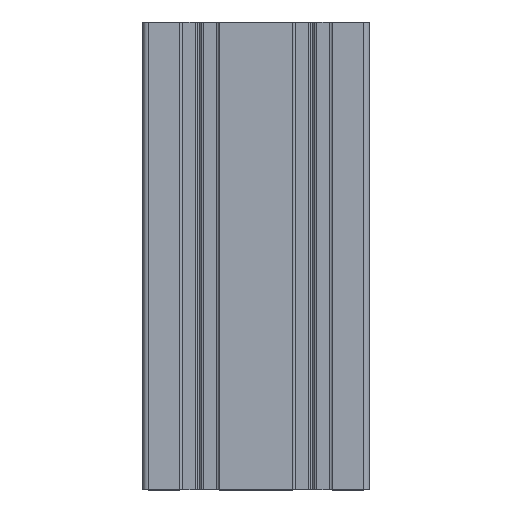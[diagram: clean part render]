
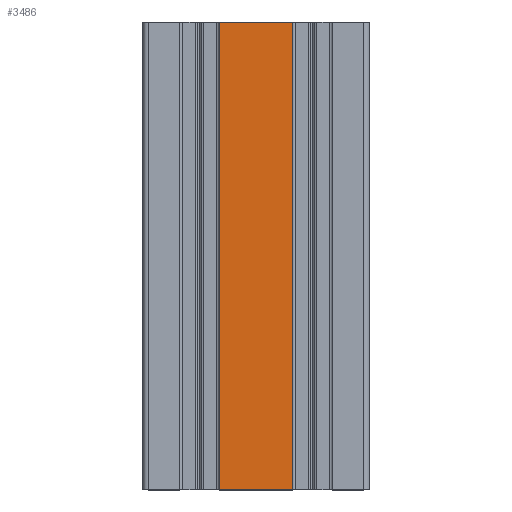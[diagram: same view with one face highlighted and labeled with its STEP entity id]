
A CAD part, top view. The second image highlights one B-rep face of the part: STEP entity #3486.
In plain terms, the highlighted planar face has unit normal (0, 0, 1).
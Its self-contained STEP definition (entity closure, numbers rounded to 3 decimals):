
#146 = DIRECTION ( 'NONE',  ( 0., -1., 0. ) ) ;
#187 = AXIS2_PLACEMENT_3D ( 'NONE', #3382, #6812, #2080 ) ;
#319 = CARTESIAN_POINT ( 'NONE',  ( 13.5, 82.5, 0. ) ) ;
#438 = CARTESIAN_POINT ( 'NONE',  ( 26.5, 82.5, 0. ) ) ;
#465 = VERTEX_POINT ( 'NONE', #4842 ) ;
#752 = ORIENTED_EDGE ( 'NONE', *, *, #7422, .T. ) ;
#1198 = EDGE_CURVE ( 'NONE', #4224, #5318, #5774, .T. ) ;
#1563 = CARTESIAN_POINT ( 'NONE',  ( 0., 82.5, 0. ) ) ;
#1754 = LINE ( 'NONE', #4169, #7147 ) ;
#2080 = DIRECTION ( 'NONE',  ( -1., 0., 0. ) ) ;
#2596 = DIRECTION ( 'NONE',  ( 1., 0., 0. ) ) ;
#2682 = ORIENTED_EDGE ( 'NONE', *, *, #3928, .F. ) ;
#2724 = ORIENTED_EDGE ( 'NONE', *, *, #1198, .T. ) ;
#2781 = PLANE ( 'NONE',  #187 ) ;
#3000 = CARTESIAN_POINT ( 'NONE',  ( 0., 0., 0. ) ) ;
#3132 = VERTEX_POINT ( 'NONE', #438 ) ;
#3159 = EDGE_LOOP ( 'NONE', ( #752, #4846, #2682, #2724 ) ) ;
#3382 = CARTESIAN_POINT ( 'NONE',  ( 0., 82.5, 0. ) ) ;
#3426 = VECTOR ( 'NONE', #146, 1000. ) ;
#3486 = ADVANCED_FACE ( 'NONE', ( #6138 ), #2781, .F. ) ;
#3928 = EDGE_CURVE ( 'NONE', #4224, #3132, #5001, .T. ) ;
#3975 = DIRECTION ( 'NONE',  ( 1., 0., 0. ) ) ;
#4169 = CARTESIAN_POINT ( 'NONE',  ( 26.5, 82.5, 0. ) ) ;
#4224 = VERTEX_POINT ( 'NONE', #319 ) ;
#4789 = LINE ( 'NONE', #3000, #5904 ) ;
#4842 = CARTESIAN_POINT ( 'NONE',  ( 26.5, 0., 0. ) ) ;
#4846 = ORIENTED_EDGE ( 'NONE', *, *, #6439, .F. ) ;
#5001 = LINE ( 'NONE', #1563, #5140 ) ;
#5140 = VECTOR ( 'NONE', #3975, 1000. ) ;
#5230 = DIRECTION ( 'NONE',  ( 0., -1., 0. ) ) ;
#5318 = VERTEX_POINT ( 'NONE', #6899 ) ;
#5774 = LINE ( 'NONE', #7108, #3426 ) ;
#5904 = VECTOR ( 'NONE', #2596, 1000. ) ;
#6138 = FACE_OUTER_BOUND ( 'NONE', #3159, .T. ) ;
#6439 = EDGE_CURVE ( 'NONE', #3132, #465, #1754, .T. ) ;
#6812 = DIRECTION ( 'NONE',  ( 0., 0., -1. ) ) ;
#6899 = CARTESIAN_POINT ( 'NONE',  ( 13.5, 0., 0. ) ) ;
#7108 = CARTESIAN_POINT ( 'NONE',  ( 13.5, 82.5, 0. ) ) ;
#7147 = VECTOR ( 'NONE', #5230, 1000. ) ;
#7422 = EDGE_CURVE ( 'NONE', #5318, #465, #4789, .T. ) ;
